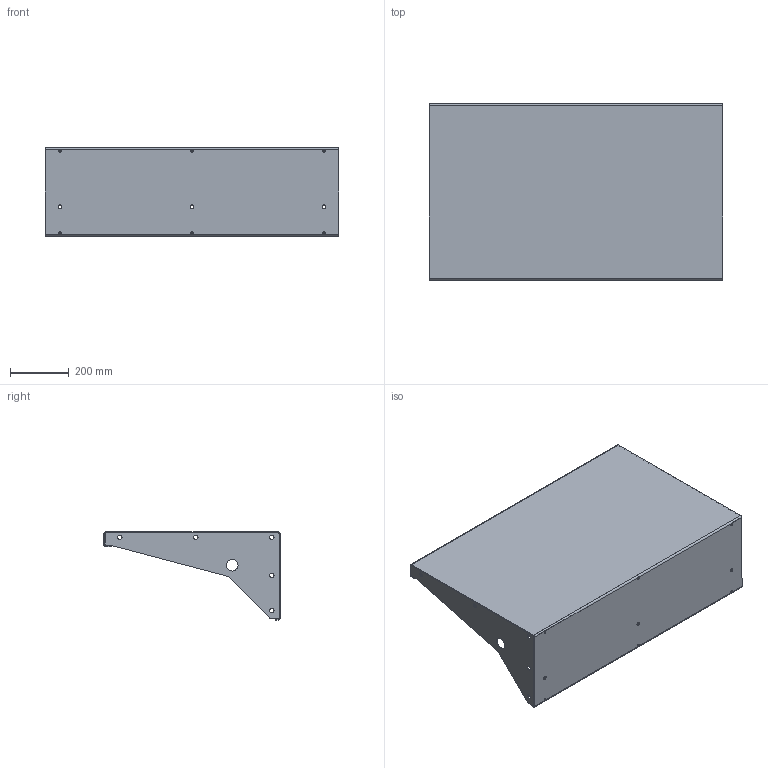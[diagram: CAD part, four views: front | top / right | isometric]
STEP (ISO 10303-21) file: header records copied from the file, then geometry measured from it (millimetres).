
FILE_DESCRIPTION (( 'STEP AP203' ), '1' );
FILE_NAME ('CRS3_600_1000.STEP', '2019-12-10T14:31:29', ( '' ), ( '' ), 'SwSTEP 2.0', 'SolidWorks 2019', '' );
FILE_SCHEMA (( 'CONFIG_CONTROL_DESIGN' ));
Length unit declared in the file: millimetre
Products named in the file (3): CR3_600 Con. Str; CRS3_600_1000; CRS3_600_1000_Wall
Assembly tree (3 placements, depth 2):
  CRS3_600_1000
    CRS3_600_1000_Wall
    CR3_600 Con. Str  x2
Bounding box: 1000 x 600 x 300 mm (x, y, z)
Volume: 3372988.8 mm3; surface area: 2272941.2 mm2
Topology: 3 solids, 3 shells, 110 faces, 286 edges, 176 vertices
Faces by surface type: plane 56, cylinder 54
Entity records: 2870 total; most frequent: DIRECTION 469, CARTESIAN_POINT 426, ORIENTED_EDGE 422, EDGE_CURVE 211, AXIS2_PLACEMENT_3D 169, LINE 131, VECTOR 131, VERTEX_POINT 126
